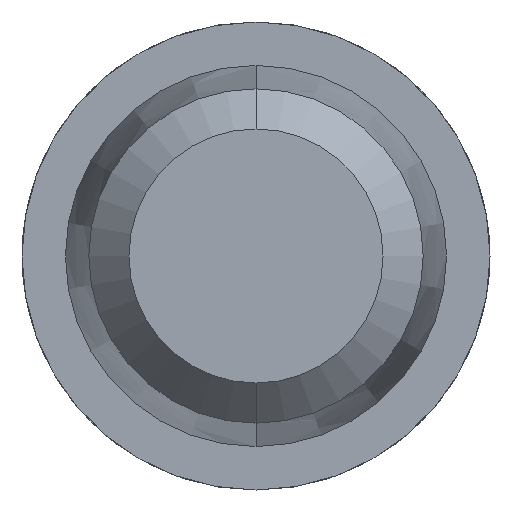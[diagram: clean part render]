
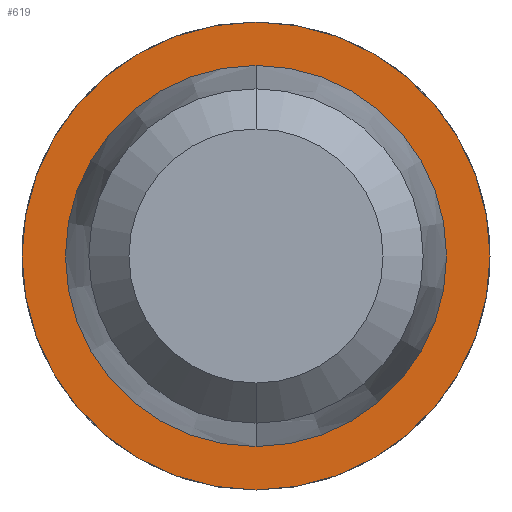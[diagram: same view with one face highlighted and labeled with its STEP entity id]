
A CAD part, front view. The second image highlights one B-rep face of the part: STEP entity #619.
In plain terms, the highlighted planar face has unit normal (0, -1, 0).
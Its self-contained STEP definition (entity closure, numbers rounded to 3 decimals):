
#2 = ORIENTED_EDGE ( 'NONE', *, *, #1281, .F. ) ;
#222 = AXIS2_PLACEMENT_3D ( 'NONE', #766, #2802, #2276 ) ;
#436 = CARTESIAN_POINT ( 'NONE',  ( 0.57, 26., 0. ) ) ;
#456 = DIRECTION ( 'NONE',  ( 0., 0., -1. ) ) ;
#465 = DIRECTION ( 'NONE',  ( 0., -1., 0. ) ) ;
#494 = CIRCLE ( 'NONE', #1837, 0.7 ) ;
#619 = ADVANCED_FACE ( 'Defeature ausgef�hrt2_13', ( #778, #1081 ), #1393, .T. ) ;
#765 = CARTESIAN_POINT ( 'NONE',  ( 0., 26., 0. ) ) ;
#766 = CARTESIAN_POINT ( 'NONE',  ( 0., 26., 0. ) ) ;
#778 = FACE_OUTER_BOUND ( 'NONE', #1860, .T. ) ;
#788 = ORIENTED_EDGE ( 'NONE', *, *, #3436, .F. ) ;
#930 = VERTEX_POINT ( 'NONE', #3603 ) ;
#1006 = EDGE_CURVE ( 'Defeature ausgef�hrt2_13+Defeature ausgef�hrt2_14+Defeature ausgef�hrt2_14+Defeature ausgef�hrt2_14', #1485, #2034, #2601, .T. ) ;
#1081 = FACE_BOUND ( 'NONE', #3140, .T. ) ;
#1281 = EDGE_CURVE ( 'Defeature ausgef�hrt2_12+Defeature ausgef�hrt2_13+Defeature ausgef�hrt2_13+Defeature ausgef�hrt2_13', #930, #3541, #2790, .T. ) ;
#1336 = DIRECTION ( 'NONE',  ( 0., 0., -1. ) ) ;
#1393 = PLANE ( 'NONE',  #1816 ) ;
#1485 = VERTEX_POINT ( 'NONE', #2571 ) ;
#1641 = CARTESIAN_POINT ( 'NONE',  ( 0., 26., -0.57 ) ) ;
#1656 = DIRECTION ( 'NONE',  ( 0., 0., -1. ) ) ;
#1816 = AXIS2_PLACEMENT_3D ( 'NONE', #436, #3189, #456 ) ;
#1837 = AXIS2_PLACEMENT_3D ( 'NONE', #765, #465, #1656 ) ;
#1860 = EDGE_LOOP ( 'NONE', ( #2714, #2255 ) ) ;
#2034 = VERTEX_POINT ( 'NONE', #2840 ) ;
#2128 = CARTESIAN_POINT ( 'NONE',  ( 0., 26., 0. ) ) ;
#2157 = AXIS2_PLACEMENT_3D ( 'NONE', #2128, #3584, #2728 ) ;
#2255 = ORIENTED_EDGE ( 'NONE', *, *, #2688, .T. ) ;
#2276 = DIRECTION ( 'NONE',  ( 0., 0., -1. ) ) ;
#2401 = CARTESIAN_POINT ( 'NONE',  ( 0., 26., 0. ) ) ;
#2571 = CARTESIAN_POINT ( 'NONE',  ( 0., 26., -0.7 ) ) ;
#2601 = CIRCLE ( 'NONE', #222, 0.7 ) ;
#2688 = EDGE_CURVE ( 'Defeature ausgef�hrt2_13+Defeature ausgef�hrt2_14+Defeature ausgef�hrt2_14+Defeature ausgef�hrt2_14', #2034, #1485, #494, .T. ) ;
#2714 = ORIENTED_EDGE ( 'NONE', *, *, #1006, .T. ) ;
#2728 = DIRECTION ( 'NONE',  ( 0., 0., -1. ) ) ;
#2790 = CIRCLE ( 'NONE', #2905, 0.57 ) ;
#2802 = DIRECTION ( 'NONE',  ( 0., -1., 0. ) ) ;
#2840 = CARTESIAN_POINT ( 'NONE',  ( 0., 26., 0.7 ) ) ;
#2905 = AXIS2_PLACEMENT_3D ( 'NONE', #2401, #3321, #1336 ) ;
#2912 = CIRCLE ( 'NONE', #2157, 0.57 ) ;
#3140 = EDGE_LOOP ( 'NONE', ( #2, #788 ) ) ;
#3189 = DIRECTION ( 'NONE',  ( 0., -1., 0. ) ) ;
#3321 = DIRECTION ( 'NONE',  ( 0., -1., 0. ) ) ;
#3436 = EDGE_CURVE ( 'Defeature ausgef�hrt2_12+Defeature ausgef�hrt2_13+Defeature ausgef�hrt2_13+Defeature ausgef�hrt2_13', #3541, #930, #2912, .T. ) ;
#3541 = VERTEX_POINT ( 'NONE', #1641 ) ;
#3584 = DIRECTION ( 'NONE',  ( 0., -1., 0. ) ) ;
#3603 = CARTESIAN_POINT ( 'NONE',  ( 0., 26., 0.57 ) ) ;
